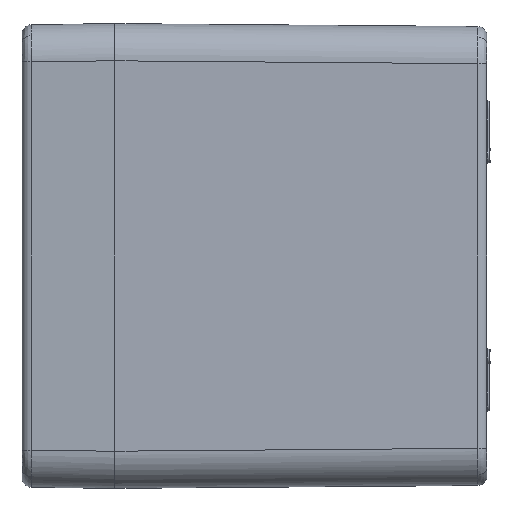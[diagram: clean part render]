
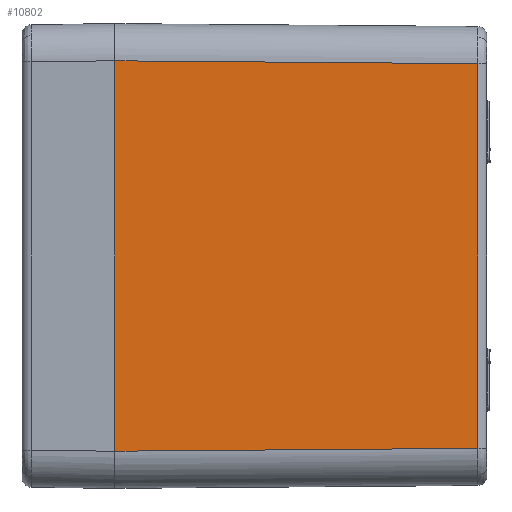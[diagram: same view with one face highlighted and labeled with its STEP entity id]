
A CAD part, left-side view. The second image highlights one B-rep face of the part: STEP entity #10802.
In plain terms, the highlighted planar face has unit normal (-1, -0.008, 0).
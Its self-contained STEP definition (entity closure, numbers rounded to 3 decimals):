
#912=LINE('',#19661,#1456);
#1013=LINE('',#21196,#1557);
#1014=LINE('',#21197,#1558);
#1015=LINE('',#21198,#1559);
#1456=VECTOR('',#14808,1000.);
#1557=VECTOR('',#15073,1000.);
#1558=VECTOR('',#15074,1000.);
#1559=VECTOR('',#15075,1000.);
#1805=PLANE('',#12129);
#2487=FACE_OUTER_BOUND('',#3291,.T.);
#3291=EDGE_LOOP('',(#9060,#9061,#9062,#9063));
#5063=VERTEX_POINT('',#19308);
#5144=VERTEX_POINT('',#19659);
#5145=VERTEX_POINT('',#19660);
#5295=VERTEX_POINT('',#21195);
#6432=EDGE_CURVE('',#5144,#5145,#912,.T.);
#6633=EDGE_CURVE('',#5144,#5295,#1013,.T.);
#6634=EDGE_CURVE('',#5295,#5063,#1014,.T.);
#6635=EDGE_CURVE('',#5063,#5145,#1015,.T.);
#9060=ORIENTED_EDGE('',*,*,#6633,.T.);
#9061=ORIENTED_EDGE('',*,*,#6634,.T.);
#9062=ORIENTED_EDGE('',*,*,#6635,.T.);
#9063=ORIENTED_EDGE('',*,*,#6432,.F.);
#10802=ADVANCED_FACE('',(#2487),#1805,.T.);
#12129=AXIS2_PLACEMENT_3D('',#21194,#15071,#15072);
#14808=DIRECTION('',(0.,0.,1.));
#15071=DIRECTION('center_axis',(-1.,-0.008,
0.));
#15072=DIRECTION('ref_axis',(0.008,-1.,0.));
#15073=DIRECTION('',(0.008,-1.,0.008));
#15074=DIRECTION('',(0.,0.,1.));
#15075=DIRECTION('',(-0.008,1.,0.008));
#19308=CARTESIAN_POINT('',(-54.527,-58.212,31.027));
#19659=CARTESIAN_POINT('',(-54.987,0.3,-31.487));
#19660=CARTESIAN_POINT('',(-54.987,0.3,31.487));
#19661=CARTESIAN_POINT('',(-54.987,0.3,-37.5));
#21194=CARTESIAN_POINT('Origin',(-55.,2.,-37.5));
#21195=CARTESIAN_POINT('',(-54.527,-58.212,-31.027));
#21196=CARTESIAN_POINT('',(-55.,2.047,-31.501));
#21197=CARTESIAN_POINT('',(-54.527,-58.212,31.016));
#21198=CARTESIAN_POINT('',(-54.996,1.458,31.496));
